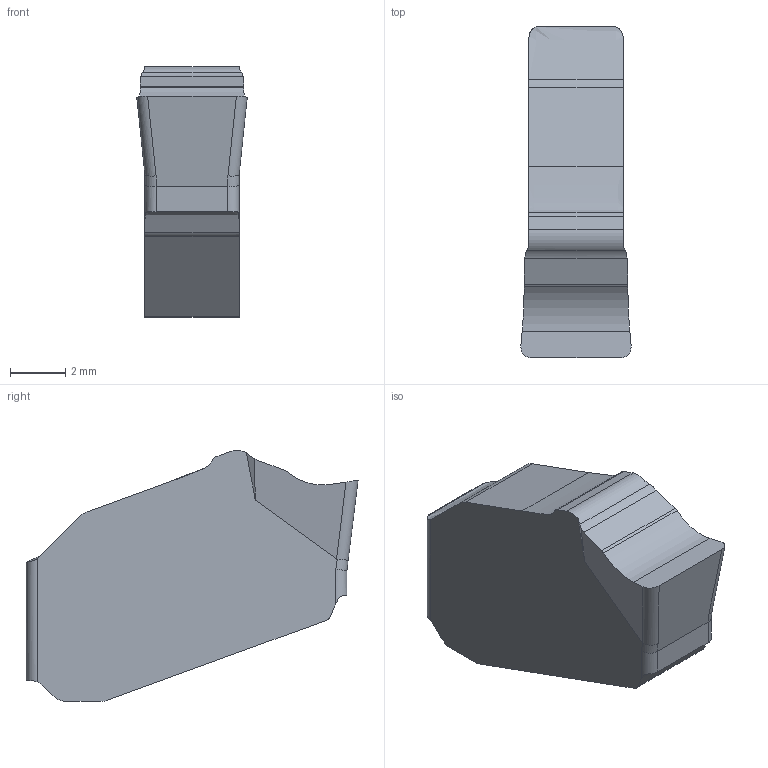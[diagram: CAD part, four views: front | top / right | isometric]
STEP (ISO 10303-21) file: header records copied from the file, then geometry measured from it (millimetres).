
FILE_DESCRIPTION(/* description */ (''),/* implementation_level */ '2;1');
FILE_NAME(/* name */ 'aaa339177_b.stp',/* time_stamp */ '2020-09-01T12:50:45+02:00',/* author */ (''),/* organization */ ('SMS'),/* preprocessor_version */ 'ST-DEVELOPER v16.7',/* originating_system */ 'SIEMENS PLM Software NX 12.0',/* authorisation */ '');
FILE_SCHEMA (('AUTOMOTIVE_DESIGN { 1 0 10303 214 3 1 1 1 }'));
Length unit declared in the file: millimetre
Products named in the file (1): AAA339177_B
Bounding box: 3.99 x 12 x 9.07 mm (x, y, z)
Volume: 253.7 mm3; surface area: 266.7 mm2
Topology: 1 solids, 1 shells, 39 faces, 110 edges, 75 vertices
Faces by surface type: cylinder 18, plane 17, extrusion 4
Entity records: 1636 total; most frequent: CARTESIAN_POINT 564, ORIENTED_EDGE 218, DIRECTION 207, EDGE_CURVE 109, VERTEX_POINT 72, AXIS2_PLACEMENT_3D 71, VECTOR 65, LINE 61
